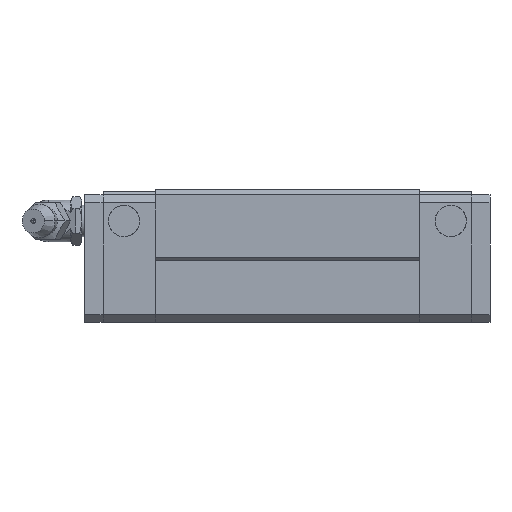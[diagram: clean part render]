
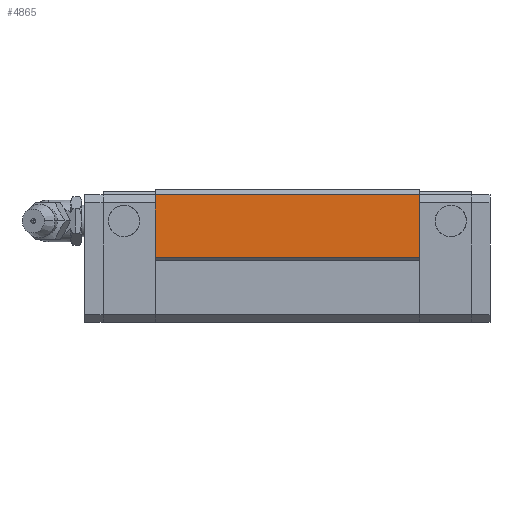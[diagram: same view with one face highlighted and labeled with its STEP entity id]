
A CAD part, front view. The second image highlights one B-rep face of the part: STEP entity #4865.
In plain terms, the highlighted planar face has unit normal (0, -1, 0).
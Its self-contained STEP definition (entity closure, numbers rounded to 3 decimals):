
#4356=CARTESIAN_POINT('Vertex',(13.5,-22.,12.4)) ;
#4359=CARTESIAN_POINT('Line Origine',(13.5,-22.,18.4)) ;
#4363=CARTESIAN_POINT('Vertex',(13.5,-22.,24.4)) ;
#4827=CARTESIAN_POINT('Vertex',(64.,-22.,12.4)) ;
#4830=CARTESIAN_POINT('Line Origine',(38.75,-22.,12.4)) ;
#4842=CARTESIAN_POINT('Axis2P3D Location',(13.5,-22.,12.4)) ;
#4847=CARTESIAN_POINT('Line Origine',(64.,-22.,18.4)) ;
#4851=CARTESIAN_POINT('Vertex',(64.,-22.,24.4)) ;
#4854=CARTESIAN_POINT('Line Origine',(38.75,-22.,24.4)) ;
#4360=DIRECTION('Vector Direction',(0.,0.,-1.)) ;
#4831=DIRECTION('Vector Direction',(1.,0.,0.)) ;
#4843=DIRECTION('Axis2P3D Direction',(0.,-1.,0.)) ;
#4844=DIRECTION('Axis2P3D XDirection',(1.,0.,0.)) ;
#4848=DIRECTION('Vector Direction',(0.,0.,1.)) ;
#4855=DIRECTION('Vector Direction',(1.,0.,0.)) ;
#4845=AXIS2_PLACEMENT_3D('Plane Axis2P3D',#4842,#4843,#4844) ;
#4860=ORIENTED_EDGE('',*,*,#4853,.T.) ;
#4861=ORIENTED_EDGE('',*,*,#4858,.F.) ;
#4862=ORIENTED_EDGE('',*,*,#4365,.T.) ;
#4863=ORIENTED_EDGE('',*,*,#4834,.T.) ;
#4361=VECTOR('Line Direction',#4360,1.) ;
#4832=VECTOR('Line Direction',#4831,1.) ;
#4849=VECTOR('Line Direction',#4848,1.) ;
#4856=VECTOR('Line Direction',#4855,1.) ;
#4865=ADVANCED_FACE('LUMP1',(#4864),#4846,.T.) ;
#4365=EDGE_CURVE('',#4364,#4357,#4362,.T.) ;
#4834=EDGE_CURVE('',#4357,#4828,#4833,.T.) ;
#4853=EDGE_CURVE('',#4828,#4852,#4850,.T.) ;
#4858=EDGE_CURVE('',#4364,#4852,#4857,.T.) ;
#4859=EDGE_LOOP('',(#4860,#4861,#4862,#4863)) ;
#4864=FACE_OUTER_BOUND('',#4859,.T.) ;
#4362=LINE('Line',#4359,#4361) ;
#4833=LINE('Line',#4830,#4832) ;
#4850=LINE('Line',#4847,#4849) ;
#4857=LINE('Line',#4854,#4856) ;
#4846=PLANE('',#4845) ;
#4357=VERTEX_POINT('',#4356) ;
#4364=VERTEX_POINT('',#4363) ;
#4828=VERTEX_POINT('',#4827) ;
#4852=VERTEX_POINT('',#4851) ;
